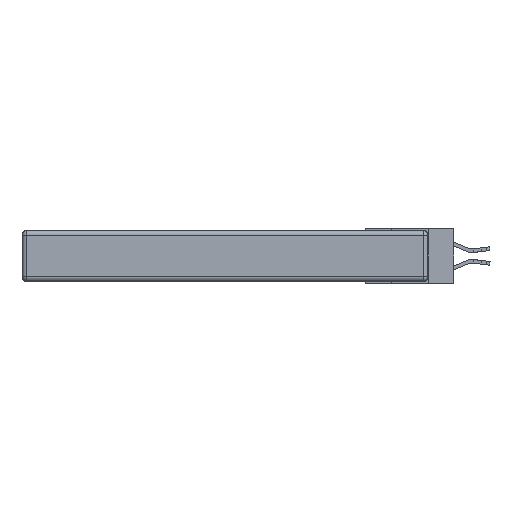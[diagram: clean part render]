
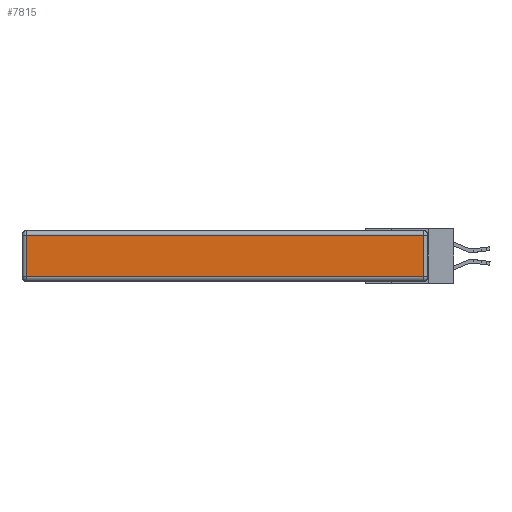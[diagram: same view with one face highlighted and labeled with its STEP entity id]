
A CAD part, left-side view. The second image highlights one B-rep face of the part: STEP entity #7815.
In plain terms, the highlighted planar face has unit normal (-1, 0, 0).
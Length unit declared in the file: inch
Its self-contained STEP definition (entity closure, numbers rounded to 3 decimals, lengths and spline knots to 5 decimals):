
#882 = ORIENTED_EDGE ( 'NONE', *, *, #15551, .T. ) ;
#914 = LINE ( 'NONE', #12368, #8940 ) ;
#1425 = DIRECTION ( 'NONE',  ( -1., 0., 0. ) ) ;
#2119 = DIRECTION ( 'NONE',  ( 0., -1., 0. ) ) ;
#2431 = CARTESIAN_POINT ( 'NONE',  ( 0., 0.03, -0.313 ) ) ;
#3438 = DIRECTION ( 'NONE',  ( 0., 0., -1. ) ) ;
#4058 = EDGE_CURVE ( 'NONE', #17914, #9435, #914, .T. ) ;
#5408 = VERTEX_POINT ( 'NONE', #11864 ) ;
#5748 = CARTESIAN_POINT ( 'NONE',  ( 0., 2.75, -0.03 ) ) ;
#6223 = CARTESIAN_POINT ( 'NONE',  ( 0., 2.72, -0.313 ) ) ;
#6521 = CARTESIAN_POINT ( 'NONE',  ( 0., 0., -0.343 ) ) ;
#7395 = VERTEX_POINT ( 'NONE', #18650 ) ;
#7439 = VECTOR ( 'NONE', #9122, 39.37008 ) ;
#7815 = ADVANCED_FACE ( 'NONE', ( #8801 ), #19702, .T. ) ;
#8296 = ORIENTED_EDGE ( 'NONE', *, *, #17406, .T. ) ;
#8581 = CARTESIAN_POINT ( 'NONE',  ( 0., 2.72, -0.343 ) ) ;
#8801 = FACE_OUTER_BOUND ( 'NONE', #10321, .T. ) ;
#8940 = VECTOR ( 'NONE', #2119, 39.37008 ) ;
#9122 = DIRECTION ( 'NONE',  ( 0., 1., 0. ) ) ;
#9435 = VERTEX_POINT ( 'NONE', #2431 ) ;
#10321 = EDGE_LOOP ( 'NONE', ( #16534, #8296, #882, #19803 ) ) ;
#10423 = VECTOR ( 'NONE', #18785, 39.37008 ) ;
#11285 = LINE ( 'NONE', #8581, #16136 ) ;
#11864 = CARTESIAN_POINT ( 'NONE',  ( 0., 0.03, -0.03 ) ) ;
#12175 = AXIS2_PLACEMENT_3D ( 'NONE', #6521, #1425, #22059 ) ;
#12368 = CARTESIAN_POINT ( 'NONE',  ( 0., 0., -0.313 ) ) ;
#13087 = EDGE_CURVE ( 'NONE', #7395, #17914, #11285, .T. ) ;
#15551 = EDGE_CURVE ( 'NONE', #5408, #7395, #15741, .T. ) ;
#15741 = LINE ( 'NONE', #5748, #7439 ) ;
#16136 = VECTOR ( 'NONE', #3438, 39.37008 ) ;
#16534 = ORIENTED_EDGE ( 'NONE', *, *, #4058, .T. ) ;
#16937 = CARTESIAN_POINT ( 'NONE',  ( 0., 0.03, -0.343 ) ) ;
#17406 = EDGE_CURVE ( 'NONE', #9435, #5408, #19628, .T. ) ;
#17914 = VERTEX_POINT ( 'NONE', #6223 ) ;
#18650 = CARTESIAN_POINT ( 'NONE',  ( 0., 2.72, -0.03 ) ) ;
#18785 = DIRECTION ( 'NONE',  ( 0., 0., 1. ) ) ;
#19628 = LINE ( 'NONE', #16937, #10423 ) ;
#19702 = PLANE ( 'NONE',  #12175 ) ;
#19803 = ORIENTED_EDGE ( 'NONE', *, *, #13087, .T. ) ;
#22059 = DIRECTION ( 'NONE',  ( 0., 0., 1. ) ) ;
